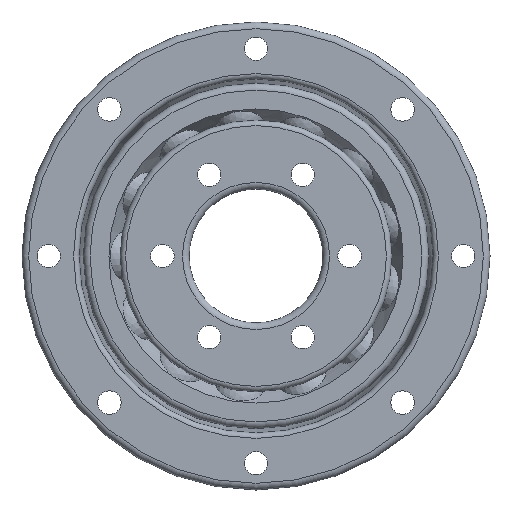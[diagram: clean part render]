
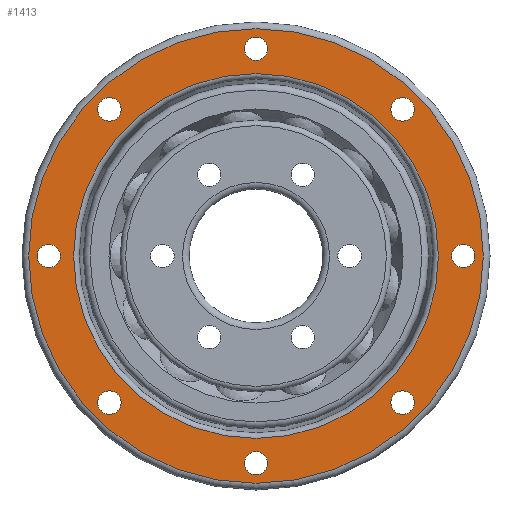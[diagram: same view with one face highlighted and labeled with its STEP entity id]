
A CAD part, front view. The second image highlights one B-rep face of the part: STEP entity #1413.
In plain terms, the highlighted face is planar.
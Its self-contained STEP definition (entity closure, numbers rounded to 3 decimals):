
#286=FACE_BOUND('',#484,.T.);
#287=FACE_BOUND('',#485,.T.);
#288=FACE_BOUND('',#486,.T.);
#289=FACE_BOUND('',#487,.T.);
#290=FACE_BOUND('',#488,.T.);
#291=FACE_BOUND('',#489,.T.);
#292=FACE_BOUND('',#490,.T.);
#293=FACE_BOUND('',#491,.T.);
#294=FACE_BOUND('',#492,.T.);
#300=PLANE('',#1642);
#353=FACE_OUTER_BOUND('',#483,.T.);
#483=EDGE_LOOP('',(#1281));
#484=EDGE_LOOP('',(#1282));
#485=EDGE_LOOP('',(#1283));
#486=EDGE_LOOP('',(#1284));
#487=EDGE_LOOP('',(#1285));
#488=EDGE_LOOP('',(#1286));
#489=EDGE_LOOP('',(#1287));
#490=EDGE_LOOP('',(#1288));
#491=EDGE_LOOP('',(#1289));
#492=EDGE_LOOP('',(#1290));
#600=CIRCLE('',#1639,27.285);
#603=CIRCLE('',#1643,34.);
#604=CIRCLE('',#1644,1.75);
#605=CIRCLE('',#1645,1.75);
#606=CIRCLE('',#1646,1.75);
#607=CIRCLE('',#1647,1.75);
#608=CIRCLE('',#1648,1.75);
#609=CIRCLE('',#1649,1.75);
#610=CIRCLE('',#1650,1.75);
#611=CIRCLE('',#1651,1.75);
#771=VERTEX_POINT('',#3595);
#773=VERTEX_POINT('',#3601);
#774=VERTEX_POINT('',#3603);
#775=VERTEX_POINT('',#3605);
#776=VERTEX_POINT('',#3607);
#777=VERTEX_POINT('',#3609);
#778=VERTEX_POINT('',#3611);
#779=VERTEX_POINT('',#3613);
#780=VERTEX_POINT('',#3615);
#781=VERTEX_POINT('',#3617);
#944=EDGE_CURVE('',#771,#771,#600,.T.);
#947=EDGE_CURVE('',#773,#773,#603,.T.);
#948=EDGE_CURVE('',#774,#774,#604,.T.);
#949=EDGE_CURVE('',#775,#775,#605,.T.);
#950=EDGE_CURVE('',#776,#776,#606,.T.);
#951=EDGE_CURVE('',#777,#777,#607,.T.);
#952=EDGE_CURVE('',#778,#778,#608,.T.);
#953=EDGE_CURVE('',#779,#779,#609,.T.);
#954=EDGE_CURVE('',#780,#780,#610,.T.);
#955=EDGE_CURVE('',#781,#781,#611,.T.);
#1281=ORIENTED_EDGE('',*,*,#947,.F.);
#1282=ORIENTED_EDGE('',*,*,#948,.T.);
#1283=ORIENTED_EDGE('',*,*,#949,.T.);
#1284=ORIENTED_EDGE('',*,*,#950,.T.);
#1285=ORIENTED_EDGE('',*,*,#951,.T.);
#1286=ORIENTED_EDGE('',*,*,#952,.T.);
#1287=ORIENTED_EDGE('',*,*,#953,.T.);
#1288=ORIENTED_EDGE('',*,*,#954,.T.);
#1289=ORIENTED_EDGE('',*,*,#955,.T.);
#1290=ORIENTED_EDGE('',*,*,#944,.F.);
#1413=ADVANCED_FACE('',(#353,#286,#287,#288,#289,#290,#291,#292,#293,#294),
#300,.T.);
#1639=AXIS2_PLACEMENT_3D('',#3596,#1994,#1995);
#1642=AXIS2_PLACEMENT_3D('',#3600,#2000,#2001);
#1643=AXIS2_PLACEMENT_3D('',#3602,#2002,#2003);
#1644=AXIS2_PLACEMENT_3D('',#3604,#2004,#2005);
#1645=AXIS2_PLACEMENT_3D('',#3606,#2006,#2007);
#1646=AXIS2_PLACEMENT_3D('',#3608,#2008,#2009);
#1647=AXIS2_PLACEMENT_3D('',#3610,#2010,#2011);
#1648=AXIS2_PLACEMENT_3D('',#3612,#2012,#2013);
#1649=AXIS2_PLACEMENT_3D('',#3614,#2014,#2015);
#1650=AXIS2_PLACEMENT_3D('',#3616,#2016,#2017);
#1651=AXIS2_PLACEMENT_3D('',#3618,#2018,#2019);
#1994=DIRECTION('center_axis',(0.,1.,0.));
#1995=DIRECTION('ref_axis',(-1.,0.,0.));
#2000=DIRECTION('center_axis',(0.,1.,0.));
#2001=DIRECTION('ref_axis',(0.,0.,1.));
#2002=DIRECTION('center_axis',(0.,-1.,0.));
#2003=DIRECTION('ref_axis',(-1.,0.,0.));
#2004=DIRECTION('center_axis',(0.,-1.,0.));
#2005=DIRECTION('ref_axis',(0.707,0.,-0.707));
#2006=DIRECTION('center_axis',(0.,-1.,0.));
#2007=DIRECTION('ref_axis',(1.,0.,0.));
#2008=DIRECTION('center_axis',(0.,-1.,0.));
#2009=DIRECTION('ref_axis',(0.707,0.,0.707));
#2010=DIRECTION('center_axis',(0.,-1.,0.));
#2011=DIRECTION('ref_axis',(0.,0.,1.));
#2012=DIRECTION('center_axis',(0.,-1.,0.));
#2013=DIRECTION('ref_axis',(-0.707,0.,0.707));
#2014=DIRECTION('center_axis',(0.,-1.,0.));
#2015=DIRECTION('ref_axis',(-1.,0.,0.));
#2016=DIRECTION('center_axis',(0.,-1.,0.));
#2017=DIRECTION('ref_axis',(-0.707,0.,-0.707));
#2018=DIRECTION('center_axis',(0.,-1.,0.));
#2019=DIRECTION('ref_axis',(0.,0.,-1.));
#3595=CARTESIAN_POINT('',(0.,5.,27.285));
#3596=CARTESIAN_POINT('Origin',(0.,5.,0.));
#3600=CARTESIAN_POINT('Origin',(35.,5.,0.));
#3601=CARTESIAN_POINT('',(0.,5.,34.));
#3602=CARTESIAN_POINT('Origin',(0.,5.,0.));
#3603=CARTESIAN_POINT('',(20.683,5.,23.158));
#3604=CARTESIAN_POINT('Origin',(21.92,5.,21.92));
#3605=CARTESIAN_POINT('',(-1.75,5.,31.));
#3606=CARTESIAN_POINT('Origin',(0.,5.,31.));
#3607=CARTESIAN_POINT('',(-23.158,5.,20.683));
#3608=CARTESIAN_POINT('Origin',(-21.92,5.,21.92));
#3609=CARTESIAN_POINT('',(-31.,5.,-1.75));
#3610=CARTESIAN_POINT('Origin',(-31.,5.,0.));
#3611=CARTESIAN_POINT('',(-20.683,5.,-23.158));
#3612=CARTESIAN_POINT('Origin',(-21.92,5.,-21.92));
#3613=CARTESIAN_POINT('',(1.75,5.,-31.));
#3614=CARTESIAN_POINT('Origin',(0.,5.,-31.));
#3615=CARTESIAN_POINT('',(23.158,5.,-20.683));
#3616=CARTESIAN_POINT('Origin',(21.92,5.,-21.92));
#3617=CARTESIAN_POINT('',(31.,5.,1.75));
#3618=CARTESIAN_POINT('Origin',(31.,5.,0.));
